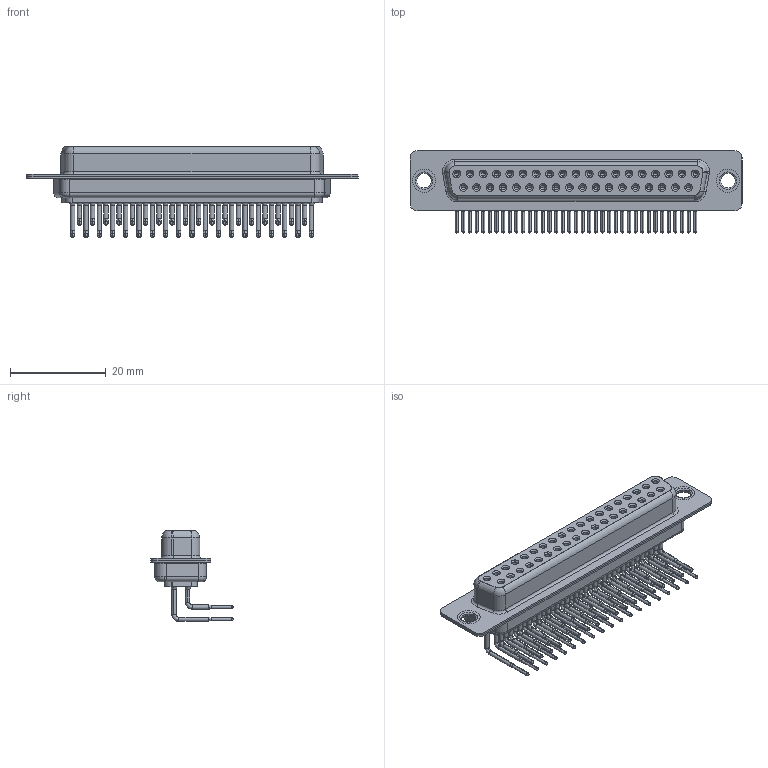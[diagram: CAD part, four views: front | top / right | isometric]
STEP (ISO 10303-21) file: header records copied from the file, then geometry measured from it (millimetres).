
FILE_DESCRIPTION (( 'STEP AP203' ), '1' );
FILE_NAME ('630-M37-340-LT1.STEP', '2018-09-26T05:46:09', ( '' ), ( '' ), 'SwSTEP 2.0', 'SolidWorks 2016', '' );
FILE_SCHEMA (( 'CONFIG_CONTROL_DESIGN' ));
Length unit declared in the file: millimetre
Products named in the file (7): 630M Contact Row 2; 630M Thru Hole Rivet; 630-M37-340-LT1; 630M Housing_37 Contacts; 630M Shell Front_37 Contacts; 630M Shell Rear_37 Contacts; 630M Contact Row 1
Assembly tree (42 placements, depth 2):
  630-M37-340-LT1
    630M Housing_37 Contacts
    630M Shell Front_37 Contacts
    630M Shell Rear_37 Contacts
    630M Contact Row 1  x19
    630M Contact Row 2  x18
    630M Thru Hole Rivet  x2
Bounding box: 69.4 x 17.2 x 18.99 mm (x, y, z)
Volume: 5406.9 mm3; surface area: 13370.7 mm2
Topology: 42 solids, 42 shells, 2214 faces, 5598 edges, 3516 vertices
Faces by surface type: cylinder 972, plane 622, cone 407, bspline 148, torus 65
Entity records: 24879 total; most frequent: DIRECTION 4461, CARTESIAN_POINT 4143, ORIENTED_EDGE 3610, AXIS2_PLACEMENT_3D 1886, EDGE_CURVE 1805, VERTEX_POINT 1147, CIRCLE 1055, EDGE_LOOP 1006
